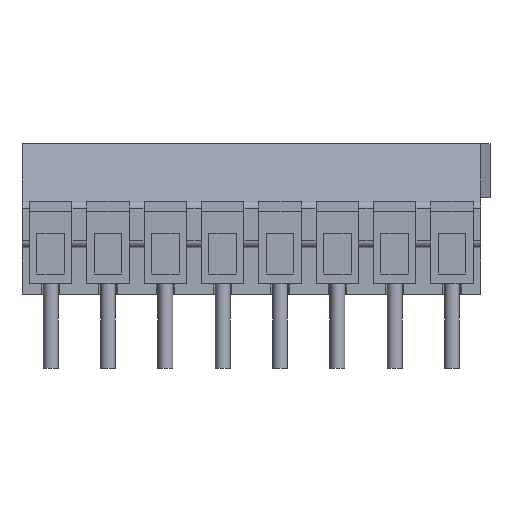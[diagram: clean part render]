
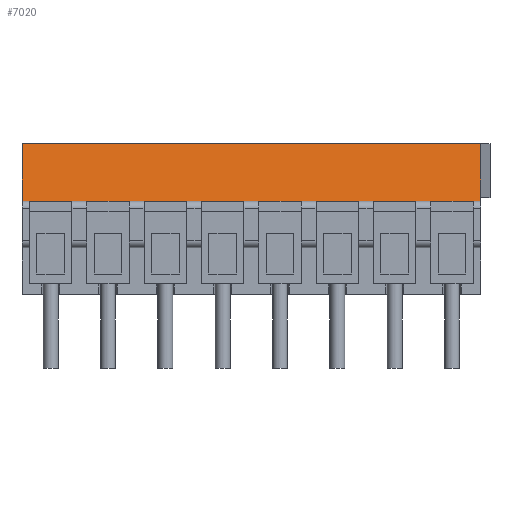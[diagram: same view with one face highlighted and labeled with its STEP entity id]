
A CAD part, front view. The second image highlights one B-rep face of the part: STEP entity #7020.
In plain terms, the highlighted planar face has unit normal (0, -0.985, 0.174).
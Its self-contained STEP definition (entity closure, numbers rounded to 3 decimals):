
#44 = PLANE('',#45);
#45 = AXIS2_PLACEMENT_3D('',#46,#47,#48);
#46 = CARTESIAN_POINT('',(-1.75,-0.574,4.593));
#47 = DIRECTION('',(-1.,-0.,-0.));
#48 = DIRECTION('',(0.,0.,-1.));
#1492 = PLANE('',#1493);
#1493 = AXIS2_PLACEMENT_3D('',#1494,#1495,#1496);
#1494 = CARTESIAN_POINT('',(26.25,-0.574,4.593));
#1495 = DIRECTION('',(1.,0.,0.));
#1496 = DIRECTION('',(0.,0.,1.));
#1676 = VERTEX_POINT('',#1677);
#1677 = CARTESIAN_POINT('',(-1.75,-3.45,5.7));
#1691 = PLANE('',#1692);
#1692 = AXIS2_PLACEMENT_3D('',#1693,#1694,#1695);
#1693 = CARTESIAN_POINT('',(12.25,-3.724,5.7));
#1694 = DIRECTION('',(0.,0.,1.));
#1695 = DIRECTION('',(0.,1.,0.));
#1703 = EDGE_CURVE('',#1704,#1676,#1706,.T.);
#1704 = VERTEX_POINT('',#1705);
#1705 = CARTESIAN_POINT('',(-1.75,-2.83,9.2));
#1706 = SURFACE_CURVE('',#1707,(#1711,#1718),.PCURVE_S1.);
#1707 = LINE('',#1708,#1709);
#1708 = CARTESIAN_POINT('',(-1.75,-2.83,9.2));
#1709 = VECTOR('',#1710,1.);
#1710 = DIRECTION('',(0.,-0.174,-0.985));
#1711 = PCURVE('',#44,#1712);
#1712 = DEFINITIONAL_REPRESENTATION('',(#1713),#1717);
#1713 = LINE('',#1714,#1715);
#1714 = CARTESIAN_POINT('',(-4.607,2.256));
#1715 = VECTOR('',#1716,1.);
#1716 = DIRECTION('',(0.985,0.174));
#1717 = ( GEOMETRIC_REPRESENTATION_CONTEXT(2)
PARAMETRIC_REPRESENTATION_CONTEXT() REPRESENTATION_CONTEXT('2D SPACE',''
) );
#1718 = PCURVE('',#1719,#1724);
#1719 = PLANE('',#1720);
#1720 = AXIS2_PLACEMENT_3D('',#1721,#1722,#1723);
#1721 = CARTESIAN_POINT('',(-1.75,-2.83,9.2));
#1722 = DIRECTION('',(0.,0.985,-0.174));
#1723 = DIRECTION('',(0.,-0.174,-0.985));
#1724 = DEFINITIONAL_REPRESENTATION('',(#1725),#1729);
#1725 = LINE('',#1726,#1727);
#1726 = CARTESIAN_POINT('',(0.,0.));
#1727 = VECTOR('',#1728,1.);
#1728 = DIRECTION('',(1.,0.));
#1729 = ( GEOMETRIC_REPRESENTATION_CONTEXT(2)
PARAMETRIC_REPRESENTATION_CONTEXT() REPRESENTATION_CONTEXT('2D SPACE',''
) );
#1747 = PLANE('',#1748);
#1748 = AXIS2_PLACEMENT_3D('',#1749,#1750,#1751);
#1749 = CARTESIAN_POINT('',(12.293,0.1,9.2));
#1750 = DIRECTION('',(0.,0.,1.));
#1751 = DIRECTION('',(0.,1.,0.));
#2347 = VERTEX_POINT('',#2348);
#2348 = CARTESIAN_POINT('',(26.25,-2.83,9.2));
#2369 = EDGE_CURVE('',#2347,#2370,#2372,.T.);
#2370 = VERTEX_POINT('',#2371);
#2371 = CARTESIAN_POINT('',(26.25,-3.45,5.7));
#2372 = SURFACE_CURVE('',#2373,(#2377,#2384),.PCURVE_S1.);
#2373 = LINE('',#2374,#2375);
#2374 = CARTESIAN_POINT('',(26.25,-2.83,9.2));
#2375 = VECTOR('',#2376,1.);
#2376 = DIRECTION('',(0.,-0.174,-0.985));
#2377 = PCURVE('',#1492,#2378);
#2378 = DEFINITIONAL_REPRESENTATION('',(#2379),#2383);
#2379 = LINE('',#2380,#2381);
#2380 = CARTESIAN_POINT('',(4.607,2.256));
#2381 = VECTOR('',#2382,1.);
#2382 = DIRECTION('',(-0.985,0.174));
#2383 = ( GEOMETRIC_REPRESENTATION_CONTEXT(2)
PARAMETRIC_REPRESENTATION_CONTEXT() REPRESENTATION_CONTEXT('2D SPACE',''
) );
#2384 = PCURVE('',#1719,#2385);
#2385 = DEFINITIONAL_REPRESENTATION('',(#2386),#2390);
#2386 = LINE('',#2387,#2388);
#2387 = CARTESIAN_POINT('',(0.,-28.));
#2388 = VECTOR('',#2389,1.);
#2389 = DIRECTION('',(1.,0.));
#2390 = ( GEOMETRIC_REPRESENTATION_CONTEXT(2)
PARAMETRIC_REPRESENTATION_CONTEXT() REPRESENTATION_CONTEXT('2D SPACE',''
) );
#6355 = EDGE_CURVE('',#1704,#2347,#6356,.T.);
#6356 = SURFACE_CURVE('',#6357,(#6361,#6368),.PCURVE_S1.);
#6357 = LINE('',#6358,#6359);
#6358 = CARTESIAN_POINT('',(-1.75,-2.83,9.2));
#6359 = VECTOR('',#6360,1.);
#6360 = DIRECTION('',(1.,0.,0.));
#6361 = PCURVE('',#1747,#6362);
#6362 = DEFINITIONAL_REPRESENTATION('',(#6363),#6367);
#6363 = LINE('',#6364,#6365);
#6364 = CARTESIAN_POINT('',(-2.93,14.043));
#6365 = VECTOR('',#6366,1.);
#6366 = DIRECTION('',(0.,-1.));
#6367 = ( GEOMETRIC_REPRESENTATION_CONTEXT(2)
PARAMETRIC_REPRESENTATION_CONTEXT() REPRESENTATION_CONTEXT('2D SPACE',''
) );
#6368 = PCURVE('',#1719,#6369);
#6369 = DEFINITIONAL_REPRESENTATION('',(#6370),#6374);
#6370 = LINE('',#6371,#6372);
#6371 = CARTESIAN_POINT('',(0.,0.));
#6372 = VECTOR('',#6373,1.);
#6373 = DIRECTION('',(0.,-1.));
#6374 = ( GEOMETRIC_REPRESENTATION_CONTEXT(2)
PARAMETRIC_REPRESENTATION_CONTEXT() REPRESENTATION_CONTEXT('2D SPACE',''
) );
#7020 = ADVANCED_FACE('',(#7021),#1719,.F.);
#7021 = FACE_BOUND('',#7022,.F.);
#7022 = EDGE_LOOP('',(#7023,#7024,#7025,#7046));
#7023 = ORIENTED_EDGE('',*,*,#6355,.T.);
#7024 = ORIENTED_EDGE('',*,*,#2369,.T.);
#7025 = ORIENTED_EDGE('',*,*,#7026,.F.);
#7026 = EDGE_CURVE('',#1676,#2370,#7027,.T.);
#7027 = SURFACE_CURVE('',#7028,(#7032,#7039),.PCURVE_S1.);
#7028 = LINE('',#7029,#7030);
#7029 = CARTESIAN_POINT('',(-1.75,-3.45,5.7));
#7030 = VECTOR('',#7031,1.);
#7031 = DIRECTION('',(1.,0.,0.));
#7032 = PCURVE('',#1719,#7033);
#7033 = DEFINITIONAL_REPRESENTATION('',(#7034),#7038);
#7034 = LINE('',#7035,#7036);
#7035 = CARTESIAN_POINT('',(3.554,0.));
#7036 = VECTOR('',#7037,1.);
#7037 = DIRECTION('',(0.,-1.));
#7038 = ( GEOMETRIC_REPRESENTATION_CONTEXT(2)
PARAMETRIC_REPRESENTATION_CONTEXT() REPRESENTATION_CONTEXT('2D SPACE',''
) );
#7039 = PCURVE('',#1691,#7040);
#7040 = DEFINITIONAL_REPRESENTATION('',(#7041),#7045);
#7041 = LINE('',#7042,#7043);
#7042 = CARTESIAN_POINT('',(0.274,14.));
#7043 = VECTOR('',#7044,1.);
#7044 = DIRECTION('',(0.,-1.));
#7045 = ( GEOMETRIC_REPRESENTATION_CONTEXT(2)
PARAMETRIC_REPRESENTATION_CONTEXT() REPRESENTATION_CONTEXT('2D SPACE',''
) );
#7046 = ORIENTED_EDGE('',*,*,#1703,.F.);
